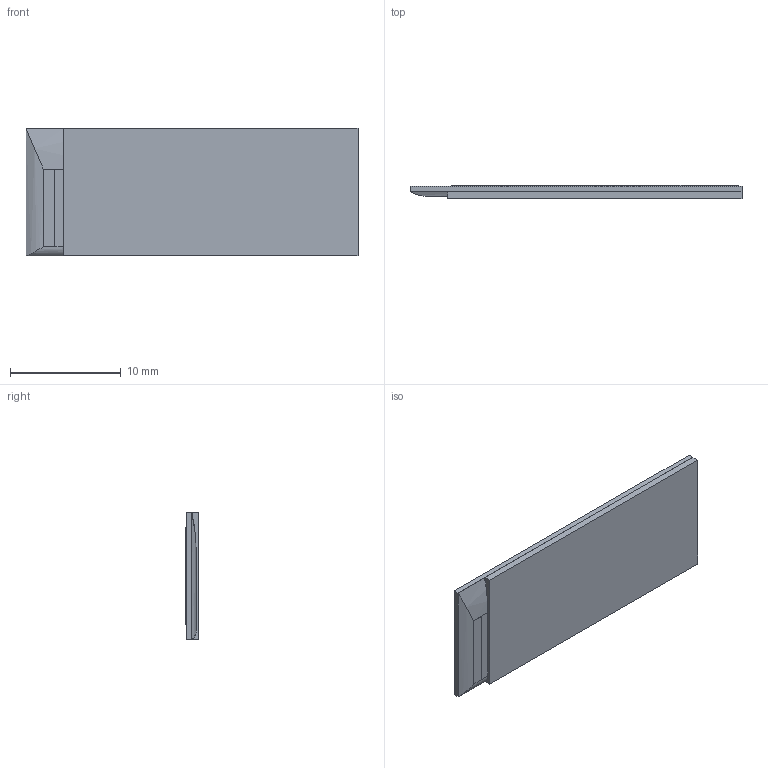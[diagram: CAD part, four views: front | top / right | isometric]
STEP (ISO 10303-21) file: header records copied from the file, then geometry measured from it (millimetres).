
FILE_DESCRIPTION (( 'STEP AP214' ), '1' );
FILE_NAME ('1D6A28B0-E6C2-41A4-87E2-7F1D08888CE0.STEP', '2023-08-07T13:13:14', ( '' ), ( '' ), 'SwSTEP 2.0', 'SolidWorks 2022', '' );
FILE_SCHEMA (( 'AUTOMOTIVE_DESIGN' ));
Length unit declared in the file: millimetre
Products named in the file (1): 1D6A28B0-E6C2-41A4-87E2-7F1D08888CE0
Bounding box: 30 x 1.2 x 11.5 mm (x, y, z)
Volume: 386.8 mm3; surface area: 2553.2 mm2
Topology: 6 solids, 6 shells, 45 faces, 97 edges, 64 vertices
Faces by surface type: plane 42, cylinder 3
Entity records: 1750 total; most frequent: CARTESIAN_POINT 219, ORIENTED_EDGE 194, DIRECTION 189, EDGE_CURVE 97, VECTOR 93, LINE 93, VERTEX_POINT 64, UNCERTAINTY_MEASURE_WITH_UNIT 50
